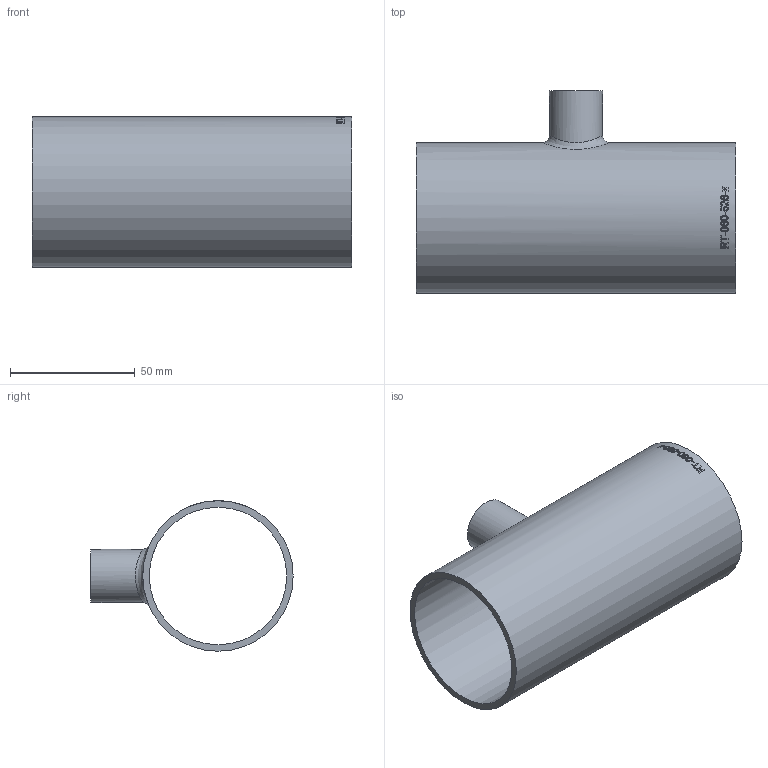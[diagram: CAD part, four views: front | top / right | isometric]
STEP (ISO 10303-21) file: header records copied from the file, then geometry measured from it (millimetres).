
FILE_DESCRIPTION (( 'STEP AP214' ), '1' );
FILE_NAME ('RT-060-526-x T-Stück Ø60,3x2,6-Ø21,3x2,3 BL128 1910.STEP', '2019-10-18T09:31:03', ( '' ), ( '' ), 'SwSTEP 2.0', 'SolidWorks 2016', '' );
FILE_SCHEMA (( 'AUTOMOTIVE_DESIGN' ));
Length unit declared in the file: millimetre
Products named in the file (1): RT-060-526-x T-Stück Ø60,3x2,6-Ø21,3x2,3 BL128 1910
Bounding box: 128 x 81.15 x 60.3 mm (x, y, z)
Volume: 62722.8 mm3; surface area: 49534.6 mm2
Topology: 1 solids, 1 shells, 161 faces, 424 edges, 282 vertices
Faces by surface type: bspline 98, plane 42, cylinder 21
Full cylindrical faces by diameter (mm): 16.7 x1, 21.3 x1, 55.1 x1, 60.3 x1
Entity records: 19267 total; most frequent: CARTESIAN_POINT 14500, ORIENTED_EDGE 830, EDGE_CURVE 415, B_SPLINE_CURVE_WITH_KNOTS 301, DIRECTION 296, VERTEX_POINT 280, EDGE_LOOP 189, FACE_OUTER_BOUND 167
